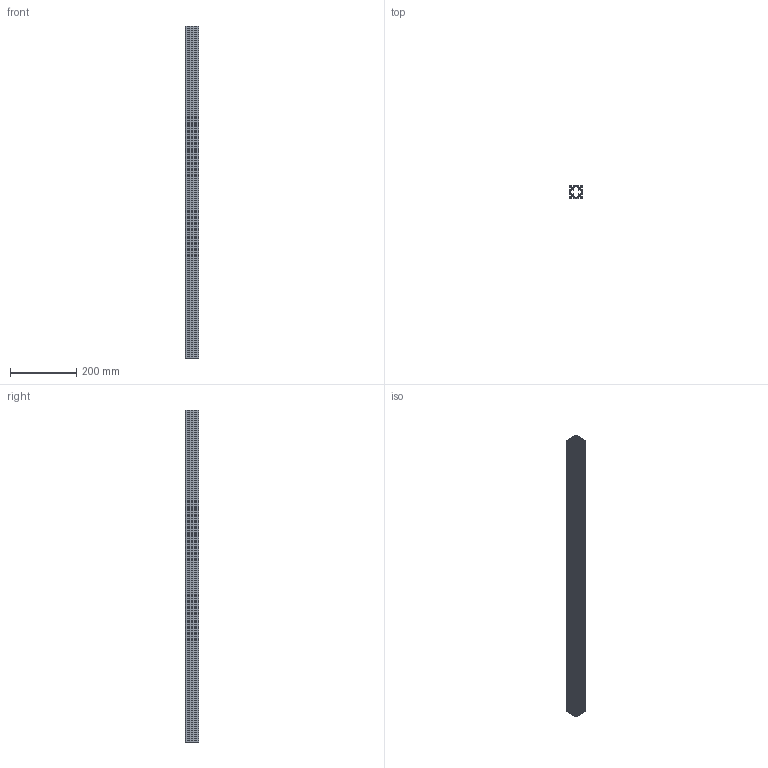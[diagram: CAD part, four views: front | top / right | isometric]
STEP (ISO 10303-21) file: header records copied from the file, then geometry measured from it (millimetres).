
FILE_DESCRIPTION (( 'STEP AP214' ), '1' );
FILE_NAME ('244LX Êîíñòðóêöèîííûé ïðîôèëü 20.40õ40L.STEP', '2019-10-29T09:21:46', ( 'Windows User' ), ( '' ), 'SwSTEP 2.0', 'SolidWorks 2019', '' );
FILE_SCHEMA (( 'AUTOMOTIVE_DESIGN' ));
Length unit declared in the file: millimetre
Products named in the file (1): 244LX Êîíñòðóêöèîííûé ïðîôèëü 20.40õ40L
Bounding box: 40 x 40 x 1000 mm (x, y, z)
Volume: 323251.8 mm3; surface area: 573996.1 mm2
Topology: 1 solids, 1 shells, 502 faces, 1500 edges, 1000 vertices
Faces by surface type: cylinder 268, plane 234
Entity records: 17130 total; most frequent: DIRECTION 3042, CARTESIAN_POINT 3003, ORIENTED_EDGE 3000, EDGE_CURVE 1500, AXIS2_PLACEMENT_3D 1039, VERTEX_POINT 1000, LINE 964, VECTOR 964
